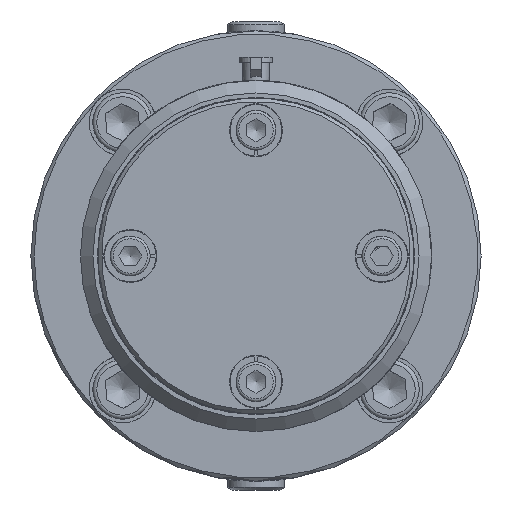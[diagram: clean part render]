
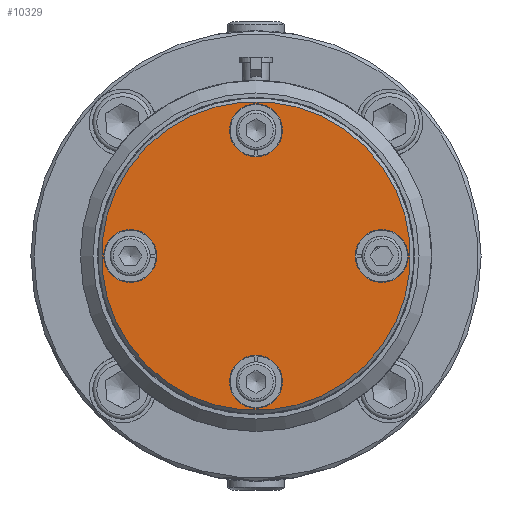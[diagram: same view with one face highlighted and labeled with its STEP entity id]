
A CAD part, left-side view. The second image highlights one B-rep face of the part: STEP entity #10329.
In plain terms, the highlighted planar face has unit normal (-1, 0, 0).
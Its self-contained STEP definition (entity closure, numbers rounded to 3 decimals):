
#405=FACE_BOUND('',#3405,.T.);
#406=FACE_BOUND('',#3406,.T.);
#407=FACE_BOUND('',#3407,.T.);
#408=FACE_BOUND('',#3408,.T.);
#669=PLANE('',#11337);
#2756=FACE_OUTER_BOUND('',#3404,.T.);
#3404=EDGE_LOOP('',(#9176));
#3405=EDGE_LOOP('',(#9177,#9178));
#3406=EDGE_LOOP('',(#9179,#9180));
#3407=EDGE_LOOP('',(#9181,#9182));
#3408=EDGE_LOOP('',(#9183,#9184));
#3880=CIRCLE('',#11298,6.35);
#3881=CIRCLE('',#11299,6.35);
#3886=CIRCLE('',#11307,6.35);
#3887=CIRCLE('',#11308,6.35);
#3892=CIRCLE('',#11316,6.35);
#3893=CIRCLE('',#11317,6.35);
#3898=CIRCLE('',#11325,6.35);
#3899=CIRCLE('',#11326,6.35);
#3903=CIRCLE('',#11333,37.05);
#4874=VERTEX_POINT('',#22079);
#4875=VERTEX_POINT('',#22081);
#4879=VERTEX_POINT('',#22095);
#4880=VERTEX_POINT('',#22097);
#4884=VERTEX_POINT('',#22111);
#4885=VERTEX_POINT('',#22113);
#4889=VERTEX_POINT('',#22127);
#4890=VERTEX_POINT('',#22129);
#4895=VERTEX_POINT('',#22144);
#6317=EDGE_CURVE('',#4875,#4874,#3880,.T.);
#6318=EDGE_CURVE('',#4874,#4875,#3881,.T.);
#6325=EDGE_CURVE('',#4880,#4879,#3886,.T.);
#6326=EDGE_CURVE('',#4879,#4880,#3887,.T.);
#6333=EDGE_CURVE('',#4885,#4884,#3892,.T.);
#6334=EDGE_CURVE('',#4884,#4885,#3893,.T.);
#6341=EDGE_CURVE('',#4890,#4889,#3898,.T.);
#6342=EDGE_CURVE('',#4889,#4890,#3899,.T.);
#6349=EDGE_CURVE('',#4895,#4895,#3903,.T.);
#9176=ORIENTED_EDGE('',*,*,#6349,.F.);
#9177=ORIENTED_EDGE('',*,*,#6317,.T.);
#9178=ORIENTED_EDGE('',*,*,#6318,.T.);
#9179=ORIENTED_EDGE('',*,*,#6325,.T.);
#9180=ORIENTED_EDGE('',*,*,#6326,.T.);
#9181=ORIENTED_EDGE('',*,*,#6333,.T.);
#9182=ORIENTED_EDGE('',*,*,#6334,.T.);
#9183=ORIENTED_EDGE('',*,*,#6341,.T.);
#9184=ORIENTED_EDGE('',*,*,#6342,.T.);
#10329=ADVANCED_FACE('',(#2756,#405,#406,#407,#408),#669,.T.);
#11298=AXIS2_PLACEMENT_3D('',#22082,#13758,#13759);
#11299=AXIS2_PLACEMENT_3D('',#22083,#13760,#13761);
#11307=AXIS2_PLACEMENT_3D('',#22098,#13778,#13779);
#11308=AXIS2_PLACEMENT_3D('',#22099,#13780,#13781);
#11316=AXIS2_PLACEMENT_3D('',#22114,#13798,#13799);
#11317=AXIS2_PLACEMENT_3D('',#22115,#13800,#13801);
#11325=AXIS2_PLACEMENT_3D('',#22130,#13818,#13819);
#11326=AXIS2_PLACEMENT_3D('',#22131,#13820,#13821);
#11333=AXIS2_PLACEMENT_3D('',#22146,#13837,#13838);
#11337=AXIS2_PLACEMENT_3D('',#22153,#13846,#13847);
#13758=DIRECTION('center_axis',(1.,0.,0.));
#13759=DIRECTION('ref_axis',(0.,0.707,-0.707));
#13760=DIRECTION('center_axis',(1.,0.,0.));
#13761=DIRECTION('ref_axis',(0.,0.707,-0.707));
#13778=DIRECTION('center_axis',(1.,0.,0.));
#13779=DIRECTION('ref_axis',(0.,-0.707,-0.707));
#13780=DIRECTION('center_axis',(1.,0.,0.));
#13781=DIRECTION('ref_axis',(0.,-0.707,-0.707));
#13798=DIRECTION('center_axis',(1.,0.,0.));
#13799=DIRECTION('ref_axis',(0.,-0.707,0.707));
#13800=DIRECTION('center_axis',(1.,0.,0.));
#13801=DIRECTION('ref_axis',(0.,-0.707,0.707));
#13818=DIRECTION('center_axis',(1.,0.,0.));
#13819=DIRECTION('ref_axis',(0.,0.707,0.707));
#13820=DIRECTION('center_axis',(1.,0.,0.));
#13821=DIRECTION('ref_axis',(0.,0.707,0.707));
#13837=DIRECTION('center_axis',(1.,0.,0.));
#13838=DIRECTION('ref_axis',(0.,-0.707,0.707));
#13846=DIRECTION('center_axis',(-1.,0.,0.));
#13847=DIRECTION('ref_axis',(0.,0.707,0.707));
#22079=CARTESIAN_POINT('',(-134.46,25.66,4.49));
#22081=CARTESIAN_POINT('',(-134.46,34.64,-4.49));
#22082=CARTESIAN_POINT('Origin',(-134.46,30.15,0.));
#22083=CARTESIAN_POINT('Origin',(-134.46,30.15,0.));
#22095=CARTESIAN_POINT('',(-134.46,4.49,-25.66));
#22097=CARTESIAN_POINT('',(-134.46,-4.49,-34.64));
#22098=CARTESIAN_POINT('Origin',(-134.46,0.,-30.15));
#22099=CARTESIAN_POINT('Origin',(-134.46,0.,-30.15));
#22111=CARTESIAN_POINT('',(-134.46,-25.66,-4.49));
#22113=CARTESIAN_POINT('',(-134.46,-34.64,4.49));
#22114=CARTESIAN_POINT('Origin',(-134.46,-30.15,0.));
#22115=CARTESIAN_POINT('Origin',(-134.46,-30.15,0.));
#22127=CARTESIAN_POINT('',(-134.46,-4.49,25.66));
#22129=CARTESIAN_POINT('',(-134.46,4.49,34.64));
#22130=CARTESIAN_POINT('Origin',(-134.46,0.,30.15));
#22131=CARTESIAN_POINT('Origin',(-134.46,0.,30.15));
#22144=CARTESIAN_POINT('',(-134.46,26.198,-26.198));
#22146=CARTESIAN_POINT('Origin',(-134.46,0.,0.));
#22153=CARTESIAN_POINT('Origin',(-134.46,13.382,-13.382));
